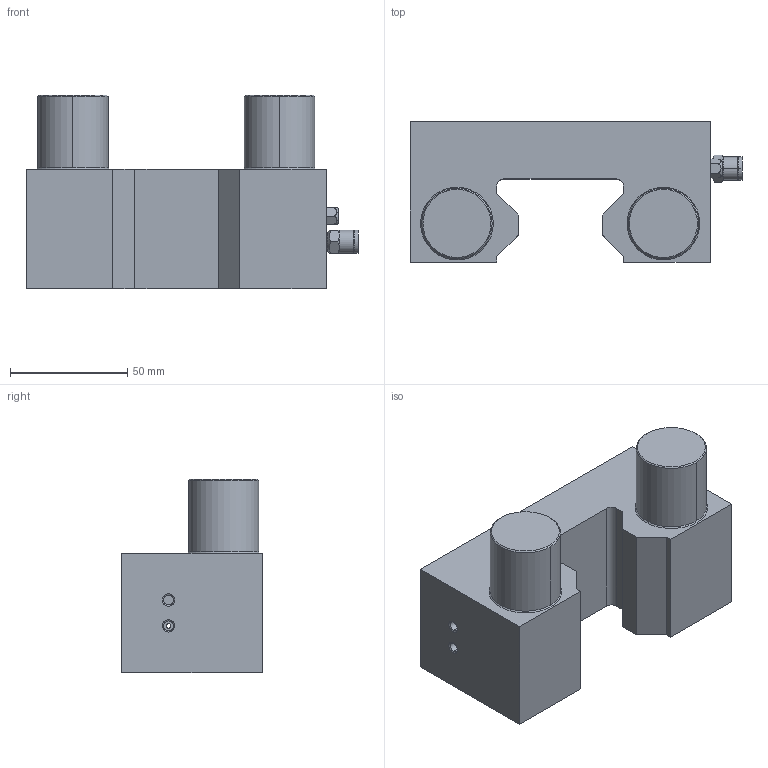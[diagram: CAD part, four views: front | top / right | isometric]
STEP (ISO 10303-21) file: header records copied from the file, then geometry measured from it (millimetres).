
FILE_DESCRIPTION (( 'STEP AP214' ), '1' );
FILE_NAME ('CPS55R(³£±ÕÐÍ).STEP', '2019-10-17T03:20:08', ( 'USER-' ), ( 'MS' ), 'SwSTEP 2.0', 'SolidWorks 2012', '' );
FILE_SCHEMA (( 'AUTOMOTIVE_DESIGN' ));
Length unit declared in the file: millimetre
Products named in the file (1): CPS55R(都敕倰)
Bounding box: 141.5 x 60 x 82.5 mm (x, y, z)
Volume: 320884.1 mm3; surface area: 59725.6 mm2
Topology: 5 solids, 7 shells, 213 faces, 478 edges, 288 vertices
Faces by surface type: plane 87, cylinder 62, cone 60, torus 4
Entity records: 8613 total; most frequent: CARTESIAN_POINT 1448, DIRECTION 1042, ORIENTED_EDGE 940, EDGE_CURVE 470, AXIS2_PLACEMENT_3D 422, VERTEX_POINT 288, EDGE_LOOP 236, UNCERTAINTY_MEASURE_WITH_UNIT 220
